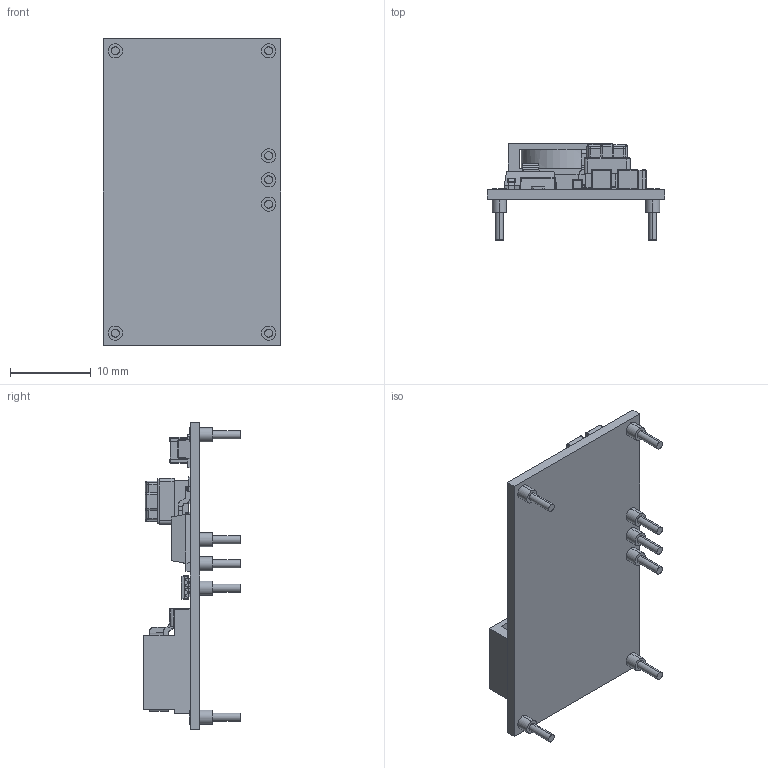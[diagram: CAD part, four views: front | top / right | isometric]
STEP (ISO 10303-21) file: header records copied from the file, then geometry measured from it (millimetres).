
FILE_DESCRIPTION (( 'STEP AP214' ), '1' );
FILE_NAME ('PTN78020W_EUK-7.STEP', '2023-07-08T06:14:28', ( '' ), ( '' ), 'SwSTEP 2.0', 'SolidWorks 2020', '' );
FILE_SCHEMA (( 'AUTOMOTIVE_DESIGN' ));
Length unit declared in the file: millimetre
Products named in the file (9): DPAK.STEP; PTN78020W_EUK-7; Coilcraft-SER1360.STEP; MSOP-8.STEP; SMD_Capacitor_1210_1210.STEP; Board^Voltage_regulator.STEP; SMTCurrentSenseTransformer.STEP; SMD_Capacitor_0805_0805.STEP; SOT89.STEP
Assembly tree (11 placements, depth 2):
  PTN78020W_EUK-7
    Board^Voltage_regulator.STEP
    SMTCurrentSenseTransformer.STEP
    MSOP-8.STEP  x2
    Coilcraft-SER1360.STEP
    DPAK.STEP
    SOT89.STEP
    SMD_Capacitor_1210_1210.STEP  x3
    SMD_Capacitor_0805_0805.STEP
Bounding box: 22 x 11.99 x 38 mm (x, y, z)
Volume: 2123.8 mm3; surface area: 3882.4 mm2
Topology: 52 solids, 52 shells, 1352 faces, 3389 edges, 2110 vertices
Faces by surface type: plane 853, cylinder 330, bspline 97, sphere 64, cone 4, torus 4
Entity records: 37657 total; most frequent: CARTESIAN_POINT 10223, ORIENTED_EDGE 5296, DIRECTION 4900, EDGE_CURVE 2648, LINE 1948, VECTOR 1948, VERTEX_POINT 1686, AXIS2_PLACEMENT_3D 1476
